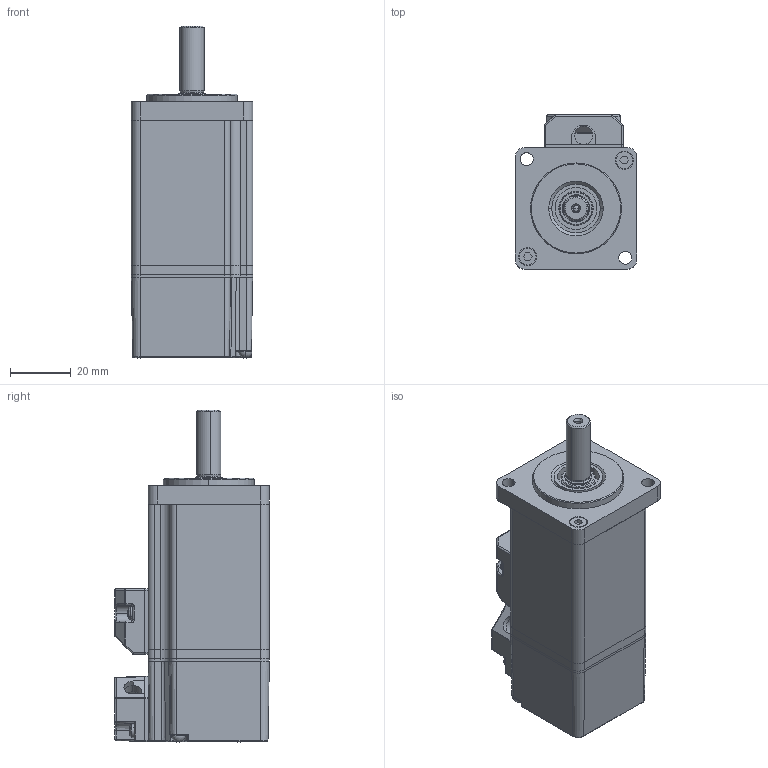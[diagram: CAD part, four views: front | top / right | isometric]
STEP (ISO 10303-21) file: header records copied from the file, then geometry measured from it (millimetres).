
FILE_DESCRIPTION (( 'STEP AP214' ), '1' );
FILE_NAME ('AC52171A1_FRE01102F002.STEP', '2020-12-01T09:28:06', ( '' ), ( '' ), 'SwSTEP 2.0', 'SolidWorks 2015', '' );
FILE_SCHEMA (( 'AUTOMOTIVE_DESIGN' ));
Length unit declared in the file: millimetre
Products named in the file (1): AC52171A1_FRE01102F002
Bounding box: 40 x 51 x 109.45 mm (x, y, z)
Surface area: 24669.8 mm2 (no closed solid volume)
Topology: 0 solids, 22 shells, 508 faces, 1526 edges, 1017 vertices
Faces by surface type: plane 202, cylinder 173, cone 42, sphere 36, torus 33, bspline 22
Entity records: 24013 total; most frequent: CARTESIAN_POINT 4766, DIRECTION 3002, ORIENTED_EDGE 2599, EDGE_CURVE 1497, AXIS2_PLACEMENT_3D 1130, VERTEX_POINT 1013, LINE 742, VECTOR 742
